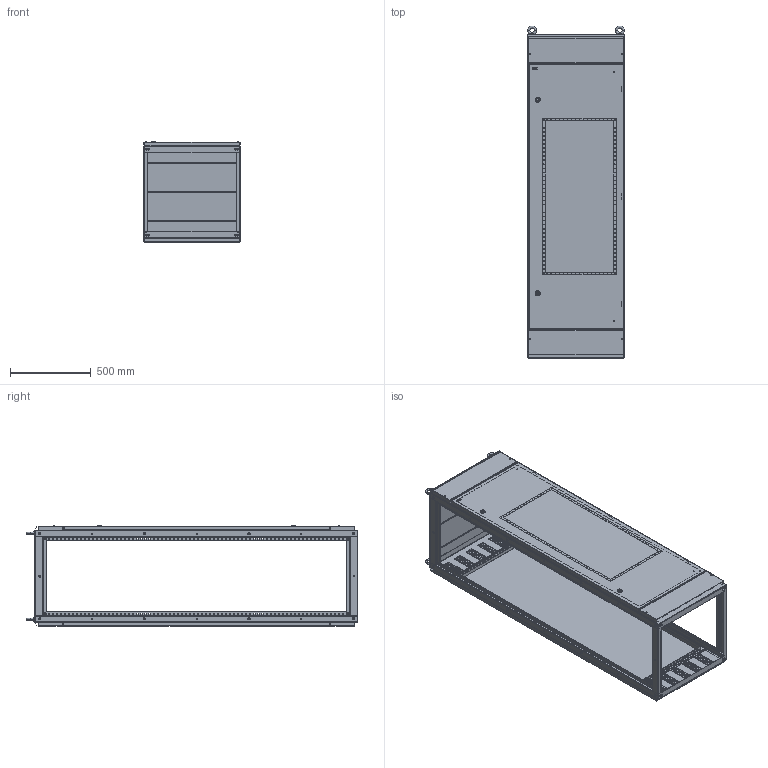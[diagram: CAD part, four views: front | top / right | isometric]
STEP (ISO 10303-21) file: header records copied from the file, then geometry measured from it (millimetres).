
FILE_DESCRIPTION (( 'STEP AP214' ), '1' );
FILE_NAME ('Êîðïóñ ìåòàëëè÷åñêèé ÃÐÙ 2000õ600õ600 IP31 ÓÕË3 SMART.STEP', '2021-01-15T14:36:56', ( '' ), ( '' ), 'SwSTEP 2.0', 'SolidWorks 2017', '' );
FILE_SCHEMA (( 'AUTOMOTIVE_DESIGN' ));
Length unit declared in the file: millimetre
Products named in the file (3): Êàðêàñ ÃÐÙ 2000õ600õ600; Êîðïóñ ìåòàëëè÷åñêèé ÃÐÙ 2000õ600õ600 IP31 ÓÕË3 SMART; Äâåðü äëÿ ÃÐÙ 2000õ600 IP31
Assembly tree (2 placements, depth 2):
  Êîðïóñ ìåòàëëè÷åñêèé ÃÐÙ 2000õ600õ600 IP31 ÓÕË3 SMART
    Êàðêàñ ÃÐÙ 2000õ600õ600
    Äâåðü äëÿ ÃÐÙ 2000õ600 IP31
Bounding box: 600.4 x 2056 x 628 mm (x, y, z)
Volume: 8070352.2 mm3; surface area: 9835045.4 mm2
Topology: 64 solids, 70 shells, 5184 faces, 13697 edges, 8793 vertices
Faces by surface type: plane 3098, cylinder 1466, cone 344, torus 130, sphere 98, bspline 48
Entity records: 165872 total; most frequent: CARTESIAN_POINT 32389, ORIENTED_EDGE 27182, DIRECTION 26628, EDGE_CURVE 13591, VECTOR 9212, LINE 9212, VERTEX_POINT 8793, AXIS2_PLACEMENT_3D 8708
